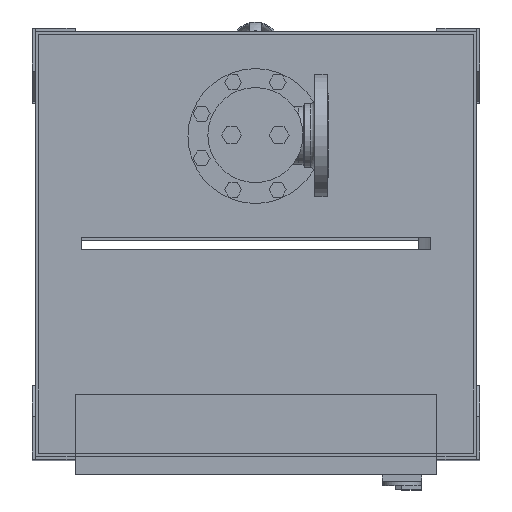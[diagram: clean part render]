
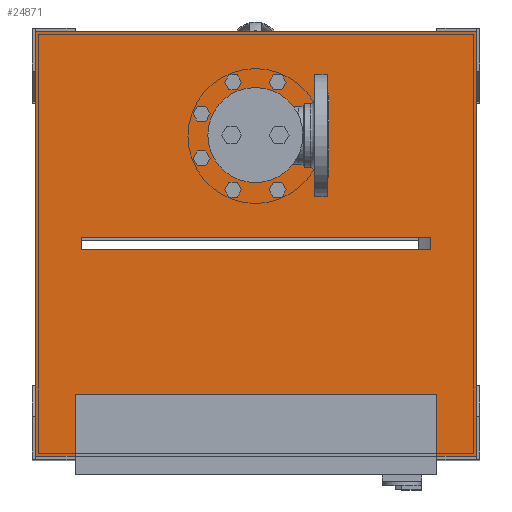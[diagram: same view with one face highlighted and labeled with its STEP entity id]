
A CAD part, top view. The second image highlights one B-rep face of the part: STEP entity #24871.
In plain terms, the highlighted planar face has unit normal (0, 0, 1).
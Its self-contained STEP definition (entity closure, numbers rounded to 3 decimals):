
#318=FACE_BOUND('',#4304,.T.);
#2628=FACE_OUTER_BOUND('',#4303,.T.);
#4303=EDGE_LOOP('',(#17708,#17709,#17710,#17711,#17712,#17713,#17714,#17715));
#4304=EDGE_LOOP('',(#17716,#17717,#17718,#17719));
#6609=LINE('',#37660,#8913);
#6612=LINE('',#37666,#8916);
#6616=LINE('',#37673,#8920);
#6626=LINE('',#37694,#8930);
#6629=LINE('',#37700,#8933);
#6631=LINE('',#37704,#8935);
#6633=LINE('',#37708,#8937);
#6635=LINE('',#37711,#8939);
#6636=LINE('',#37715,#8940);
#6639=LINE('',#37720,#8943);
#6641=LINE('',#37723,#8945);
#6642=LINE('',#37725,#8946);
#8913=VECTOR('',#30036,10.);
#8916=VECTOR('',#30041,10.);
#8920=VECTOR('',#30047,10.);
#8930=VECTOR('',#30061,10.);
#8933=VECTOR('',#30066,10.);
#8935=VECTOR('',#30070,10.);
#8937=VECTOR('',#30074,10.);
#8939=VECTOR('',#30078,10.);
#8940=VECTOR('',#30081,10.);
#8943=VECTOR('',#30086,10.);
#8945=VECTOR('',#30090,10.);
#8946=VECTOR('',#30093,10.);
#11115=VERTEX_POINT('',#37657);
#11116=VERTEX_POINT('',#37659);
#11118=VERTEX_POINT('',#37665);
#11120=VERTEX_POINT('',#37671);
#11129=VERTEX_POINT('',#37693);
#11130=VERTEX_POINT('',#37697);
#11131=VERTEX_POINT('',#37699);
#11132=VERTEX_POINT('',#37703);
#11133=VERTEX_POINT('',#37707);
#11134=VERTEX_POINT('',#37713);
#11135=VERTEX_POINT('',#37714);
#11136=VERTEX_POINT('',#37719);
#13681=EDGE_CURVE('',#11116,#11115,#6609,.T.);
#13684=EDGE_CURVE('',#11118,#11116,#6612,.T.);
#13688=EDGE_CURVE('',#11115,#11120,#6616,.T.);
#13698=EDGE_CURVE('',#11118,#11129,#6626,.T.);
#13701=EDGE_CURVE('',#11131,#11130,#6629,.T.);
#13703=EDGE_CURVE('',#11132,#11131,#6631,.T.);
#13705=EDGE_CURVE('',#11133,#11132,#6633,.T.);
#13707=EDGE_CURVE('',#11130,#11133,#6635,.T.);
#13708=EDGE_CURVE('',#11134,#11135,#6636,.T.);
#13711=EDGE_CURVE('',#11135,#11136,#6639,.T.);
#13713=EDGE_CURVE('',#11136,#11120,#6641,.T.);
#13714=EDGE_CURVE('',#11129,#11134,#6642,.T.);
#17708=ORIENTED_EDGE('',*,*,#13688,.T.);
#17709=ORIENTED_EDGE('',*,*,#13713,.F.);
#17710=ORIENTED_EDGE('',*,*,#13711,.F.);
#17711=ORIENTED_EDGE('',*,*,#13708,.F.);
#17712=ORIENTED_EDGE('',*,*,#13714,.F.);
#17713=ORIENTED_EDGE('',*,*,#13698,.F.);
#17714=ORIENTED_EDGE('',*,*,#13684,.T.);
#17715=ORIENTED_EDGE('',*,*,#13681,.T.);
#17716=ORIENTED_EDGE('',*,*,#13705,.T.);
#17717=ORIENTED_EDGE('',*,*,#13703,.T.);
#17718=ORIENTED_EDGE('',*,*,#13701,.T.);
#17719=ORIENTED_EDGE('',*,*,#13707,.T.);
#23724=PLANE('',#26695);
#24871=ADVANCED_FACE('',(#2628,#318),#23724,.T.);
#26695=AXIS2_PLACEMENT_3D('',#37726,#30094,#30095);
#30036=DIRECTION('',(1.,0.,0.));
#30041=DIRECTION('',(0.,1.,0.));
#30047=DIRECTION('',(0.,-1.,0.));
#30061=DIRECTION('',(-1.,0.,0.));
#30066=DIRECTION('',(0.,-1.,0.));
#30070=DIRECTION('',(1.,0.,0.));
#30074=DIRECTION('',(0.,1.,0.));
#30078=DIRECTION('',(-1.,0.,0.));
#30081=DIRECTION('',(1.,0.,0.));
#30086=DIRECTION('',(0.,-1.,0.));
#30090=DIRECTION('',(-1.,0.,0.));
#30093=DIRECTION('',(0.,1.,0.));
#30094=DIRECTION('center_axis',(0.,0.,1.));
#30095=DIRECTION('ref_axis',(1.,0.,0.));
#37657=CARTESIAN_POINT('',(295.,-246.5,1475.));
#37659=CARTESIAN_POINT('',(-295.,-246.5,1475.));
#37660=CARTESIAN_POINT('',(147.5,-246.5,1475.));
#37665=CARTESIAN_POINT('',(-295.,-346.5,1475.));
#37666=CARTESIAN_POINT('',(-295.,-209.875,1475.));
#37671=CARTESIAN_POINT('',(295.,-346.5,1475.));
#37673=CARTESIAN_POINT('',(295.,-259.875,1475.));
#37693=CARTESIAN_POINT('',(-360.,-346.5,1475.));
#37694=CARTESIAN_POINT('',(360.,-346.5,1475.));
#37697=CARTESIAN_POINT('',(285.,-10.,1475.));
#37699=CARTESIAN_POINT('',(285.,10.,1475.));
#37700=CARTESIAN_POINT('',(285.,-91.625,1475.));
#37703=CARTESIAN_POINT('',(-285.,10.,1475.));
#37704=CARTESIAN_POINT('',(142.5,10.,1475.));
#37707=CARTESIAN_POINT('',(-285.,-10.,1475.));
#37708=CARTESIAN_POINT('',(-285.,-81.625,1475.));
#37711=CARTESIAN_POINT('',(-142.5,-10.,1475.));
#37713=CARTESIAN_POINT('',(-360.,346.5,1475.));
#37714=CARTESIAN_POINT('',(360.,346.5,1475.));
#37715=CARTESIAN_POINT('',(360.,346.5,1475.));
#37719=CARTESIAN_POINT('',(360.,-346.5,1475.));
#37720=CARTESIAN_POINT('',(360.,0.,1475.));
#37723=CARTESIAN_POINT('',(360.,-346.5,1475.));
#37725=CARTESIAN_POINT('',(-360.,346.5,1475.));
#37726=CARTESIAN_POINT('Origin',(0.,-173.25,1475.));
